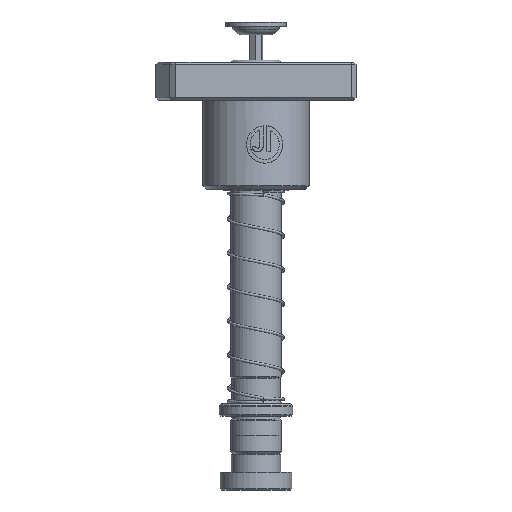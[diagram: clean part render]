
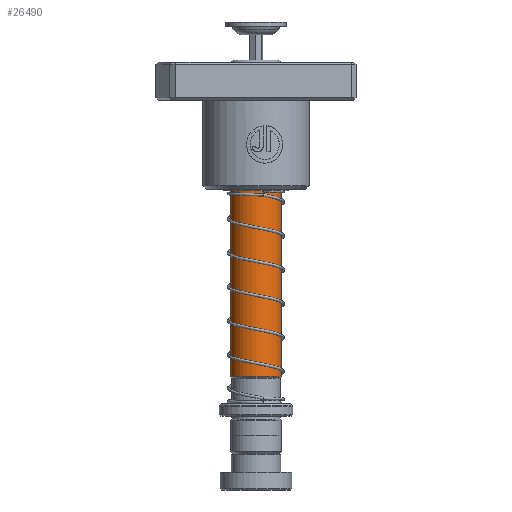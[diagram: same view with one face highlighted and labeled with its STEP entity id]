
A CAD part, front view. The second image highlights one B-rep face of the part: STEP entity #26490.
In plain terms, the highlighted cylindrical face has radius 10.009 mm (diameter 20.018 mm), a partial arc.
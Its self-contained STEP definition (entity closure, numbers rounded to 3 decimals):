
#334 = ORIENTED_EDGE ( 'NONE', *, *, #17556, .T. ) ;
#1166 = VECTOR ( 'NONE', #4268, 1000. ) ;
#2306 = VECTOR ( 'NONE', #2611, 1000. ) ;
#2354 = VERTEX_POINT ( 'NONE', #6105 ) ;
#2611 = DIRECTION ( 'NONE',  ( 0., 0., -1. ) ) ;
#2658 = CARTESIAN_POINT ( 'NONE',  ( 0., 0., 30.5 ) ) ;
#4268 = DIRECTION ( 'NONE',  ( 0., 0., -1. ) ) ;
#4606 = CIRCLE ( 'NONE', #29175, 10.009 ) ;
#5985 = EDGE_CURVE ( 'NONE', #6012, #8445, #25336, .T. ) ;
#6012 = VERTEX_POINT ( 'NONE', #9117 ) ;
#6105 = CARTESIAN_POINT ( 'NONE',  ( -10.009, 0., 30.5 ) ) ;
#6465 = DIRECTION ( 'NONE',  ( 0., 0., -1. ) ) ;
#8445 = VERTEX_POINT ( 'NONE', #32892 ) ;
#9117 = CARTESIAN_POINT ( 'NONE',  ( 10.009, 0., 153. ) ) ;
#10513 = FACE_OUTER_BOUND ( 'NONE', #21954, .T. ) ;
#10970 = VERTEX_POINT ( 'NONE', #11636 ) ;
#11636 = CARTESIAN_POINT ( 'NONE',  ( 10.009, 0., 30.5 ) ) ;
#12153 = ORIENTED_EDGE ( 'NONE', *, *, #37015, .F. ) ;
#12454 = DIRECTION ( 'NONE',  ( 1., 0., 0. ) ) ;
#15138 = DIRECTION ( 'NONE',  ( 0., 0., 1. ) ) ;
#15718 = LINE ( 'NONE', #24816, #2306 ) ;
#16429 = AXIS2_PLACEMENT_3D ( 'NONE', #22164, #6465, #12454 ) ;
#17442 = CARTESIAN_POINT ( 'NONE',  ( -10.009, 0., 155. ) ) ;
#17556 = EDGE_CURVE ( 'NONE', #8445, #2354, #17584, .T. ) ;
#17584 = LINE ( 'NONE', #17442, #1166 ) ;
#17588 = AXIS2_PLACEMENT_3D ( 'NONE', #18911, #31407, #34720 ) ;
#18911 = CARTESIAN_POINT ( 'NONE',  ( 0., 0., 155. ) ) ;
#19670 = EDGE_CURVE ( 'NONE', #2354, #10970, #4606, .T. ) ;
#20323 = ORIENTED_EDGE ( 'NONE', *, *, #5985, .T. ) ;
#21954 = EDGE_LOOP ( 'NONE', ( #12153, #20323, #334, #32095 ) ) ;
#22164 = CARTESIAN_POINT ( 'NONE',  ( 0., 0., 153. ) ) ;
#24816 = CARTESIAN_POINT ( 'NONE',  ( 10.009, 0., 155. ) ) ;
#25336 = CIRCLE ( 'NONE', #16429, 10.009 ) ;
#26490 = ADVANCED_FACE ( 'NONE', ( #10513 ), #32828, .T. ) ;
#29175 = AXIS2_PLACEMENT_3D ( 'NONE', #2658, #15138, #31375 ) ;
#31375 = DIRECTION ( 'NONE',  ( 1., 0., 0. ) ) ;
#31407 = DIRECTION ( 'NONE',  ( 0., 0., -1. ) ) ;
#32095 = ORIENTED_EDGE ( 'NONE', *, *, #19670, .T. ) ;
#32828 = CYLINDRICAL_SURFACE ( 'NONE', #17588, 10.009 ) ;
#32892 = CARTESIAN_POINT ( 'NONE',  ( -10.009, 0., 153. ) ) ;
#34720 = DIRECTION ( 'NONE',  ( -1., 0., 0. ) ) ;
#37015 = EDGE_CURVE ( 'NONE', #6012, #10970, #15718, .T. ) ;
